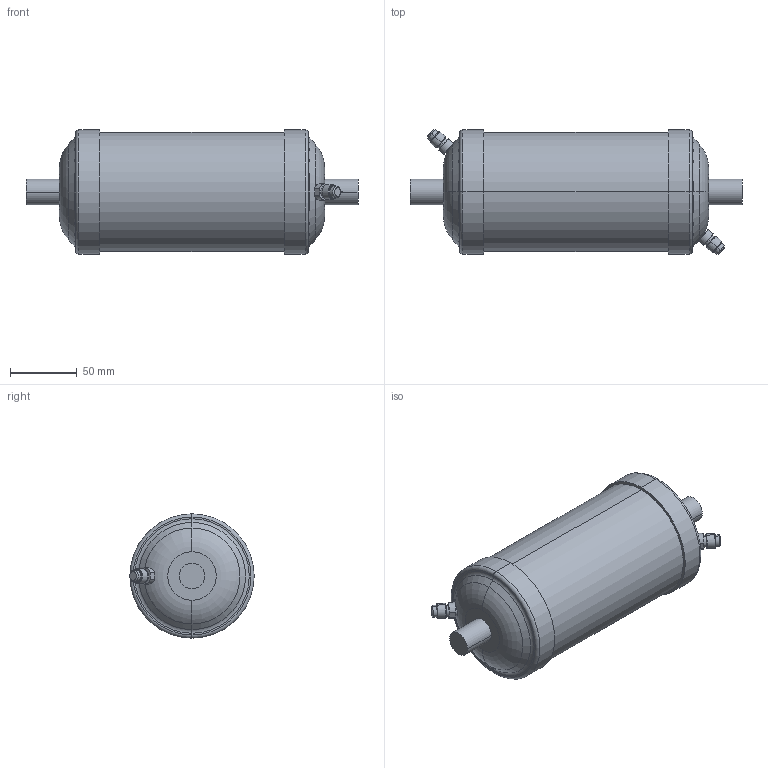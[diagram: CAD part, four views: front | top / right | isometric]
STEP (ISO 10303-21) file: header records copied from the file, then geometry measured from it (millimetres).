
FILE_DESCRIPTION (( 'STEP AP203' ), '1' );
FILE_NAME ('023Z1022R - DAS 415sVV.STEP', '2023-06-12T05:37:54', ( '' ), ( '' ), 'SwSTEP 2.0', 'SolidWorks 2020', '' );
FILE_SCHEMA (( 'CONFIG_CONTROL_DESIGN' ));
Length unit declared in the file: millimetre
Products named in the file (1): 023Z1022R - DAS 415sVV
Bounding box: 248 x 93.33 x 92.9 mm (x, y, z)
Volume: 1205106.5 mm3; surface area: 69222.5 mm2
Topology: 1 solids, 1 shells, 86 faces, 182 edges, 114 vertices
Faces by surface type: cylinder 32, plane 22, cone 16, torus 12, sphere 4
Entity records: 2571 total; most frequent: CARTESIAN_POINT 563, DIRECTION 452, ORIENTED_EDGE 364, AXIS2_PLACEMENT_3D 195, EDGE_CURVE 182, VERTEX_POINT 114, CIRCLE 108, EDGE_LOOP 102
